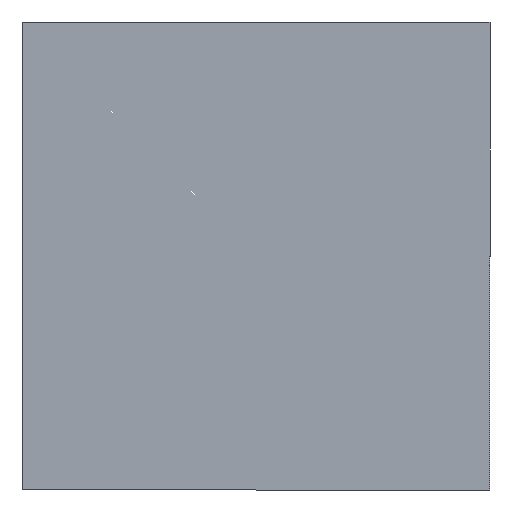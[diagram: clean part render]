
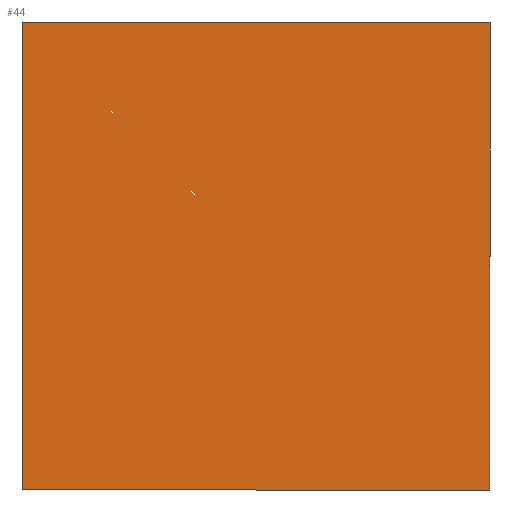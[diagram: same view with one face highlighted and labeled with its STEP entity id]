
A CAD part, front view. The second image highlights one B-rep face of the part: STEP entity #44.
In plain terms, the highlighted planar face has unit normal (0, 1, 0).
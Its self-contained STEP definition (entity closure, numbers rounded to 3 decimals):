
#15 = VERTEX_POINT ( 'NONE', #208 ) ;
#19 = CARTESIAN_POINT ( 'NONE',  ( 1000., 1., -1000. ) ) ;
#38 = EDGE_CURVE ( 'NONE', #178, #15, #39, .T. ) ;
#39 = LINE ( 'NONE', #186, #69 ) ;
#43 = CARTESIAN_POINT ( 'NONE',  ( 1000., 1., -1000. ) ) ;
#44 = ADVANCED_FACE ( 'NONE', ( #67 ), #154, .F. ) ;
#57 = CARTESIAN_POINT ( 'NONE',  ( -1000., 1., -1000. ) ) ;
#66 = VECTOR ( 'NONE', #211, 1000. ) ;
#67 = FACE_OUTER_BOUND ( 'NONE', #87, .T. ) ;
#69 = VECTOR ( 'NONE', #118, 1000. ) ;
#74 = DIRECTION ( 'NONE',  ( 0., 0., 1. ) ) ;
#75 = CARTESIAN_POINT ( 'NONE',  ( -1000., 1., -1000. ) ) ;
#83 = VERTEX_POINT ( 'NONE', #19 ) ;
#85 = VERTEX_POINT ( 'NONE', #57 ) ;
#87 = EDGE_LOOP ( 'NONE', ( #176, #191, #225, #88 ) ) ;
#88 = ORIENTED_EDGE ( 'NONE', *, *, #221, .T. ) ;
#91 = DIRECTION ( 'NONE',  ( 0., 0., -1. ) ) ;
#100 = VECTOR ( 'NONE', #74, 1000. ) ;
#103 = EDGE_CURVE ( 'NONE', #85, #178, #135, .T. ) ;
#112 = VECTOR ( 'NONE', #127, 1000. ) ;
#116 = EDGE_CURVE ( 'NONE', #15, #83, #140, .T. ) ;
#118 = DIRECTION ( 'NONE',  ( 1., 0., 0. ) ) ;
#124 = CARTESIAN_POINT ( 'NONE',  ( 1000., 1., -1000. ) ) ;
#127 = DIRECTION ( 'NONE',  ( -1., 0., 0. ) ) ;
#135 = LINE ( 'NONE', #75, #100 ) ;
#140 = LINE ( 'NONE', #124, #66 ) ;
#153 = CARTESIAN_POINT ( 'NONE',  ( -1000., 1., 1000. ) ) ;
#154 = PLANE ( 'NONE',  #199 ) ;
#176 = ORIENTED_EDGE ( 'NONE', *, *, #103, .T. ) ;
#178 = VERTEX_POINT ( 'NONE', #153 ) ;
#186 = CARTESIAN_POINT ( 'NONE',  ( 1000., 1., 1000. ) ) ;
#191 = ORIENTED_EDGE ( 'NONE', *, *, #38, .T. ) ;
#192 = CARTESIAN_POINT ( 'NONE',  ( 0., 1., 0. ) ) ;
#199 = AXIS2_PLACEMENT_3D ( 'NONE', #192, #213, #91 ) ;
#208 = CARTESIAN_POINT ( 'NONE',  ( 1000., 1., 1000. ) ) ;
#211 = DIRECTION ( 'NONE',  ( 0., 0., -1. ) ) ;
#213 = DIRECTION ( 'NONE',  ( 0., -1., 0. ) ) ;
#216 = LINE ( 'NONE', #43, #112 ) ;
#221 = EDGE_CURVE ( 'NONE', #83, #85, #216, .T. ) ;
#225 = ORIENTED_EDGE ( 'NONE', *, *, #116, .T. ) ;
